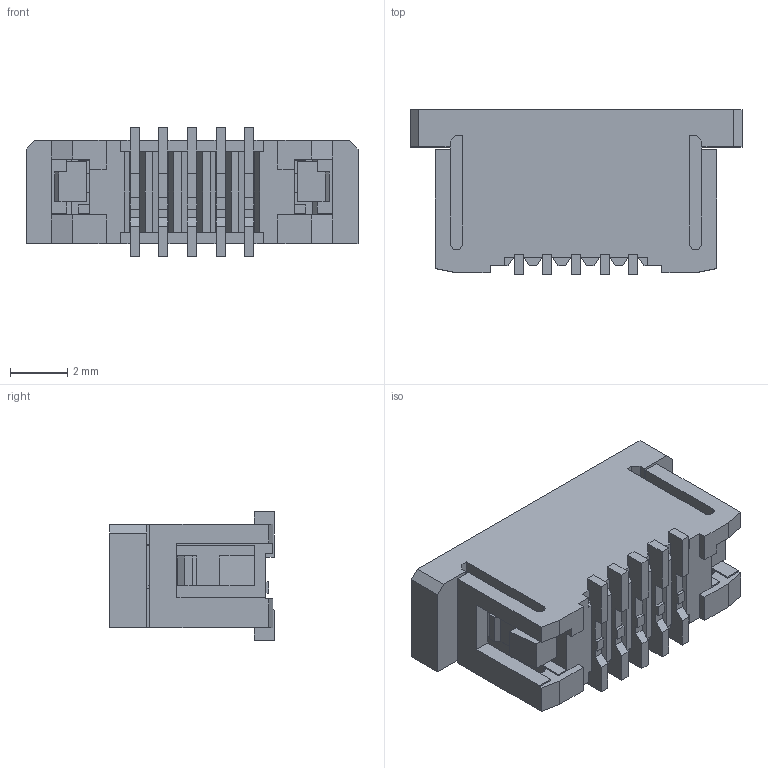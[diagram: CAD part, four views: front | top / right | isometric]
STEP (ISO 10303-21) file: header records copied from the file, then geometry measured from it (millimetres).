
FILE_DESCRIPTION((''),'2;1');
FILE_NAME('526100533','2019-06-21T',('gga'),(''),'PRO/ENGINEER BY PARAMETRIC TECHNOLOGY CORPORATION, 2016010','PRO/ENGINEER BY PARAMETRIC TECHNOLOGY CORPORATION, 2016010','');
FILE_SCHEMA(('CONFIG_CONTROL_DESIGN'));
Length unit declared in the file: millimetre
Products named in the file (1): 526100533
Bounding box: 11.6 x 5.75 x 4.5 mm (x, y, z)
Volume: 171.2 mm3; surface area: 459.6 mm2
Topology: 1 solids, 1 shells, 298 faces, 949 edges, 640 vertices
Faces by surface type: plane 283, cylinder 15
Entity records: 10306 total; most frequent: CARTESIAN_POINT 1860, ORIENTED_EDGE 1818, DIRECTION 1573, VECTOR 919, LINE 919, EDGE_CURVE 909, VERTEX_POINT 600, AXIS2_PLACEMENT_3D 327
